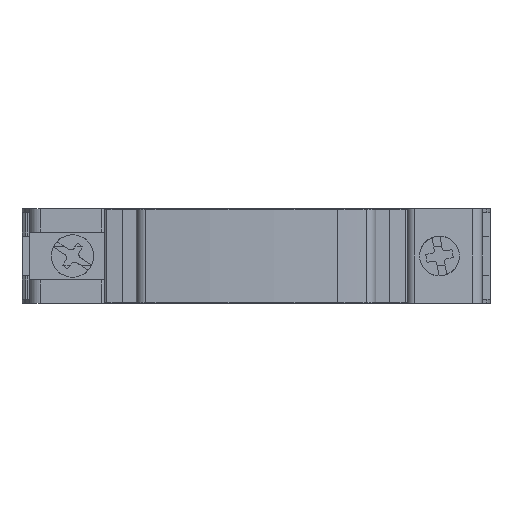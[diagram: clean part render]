
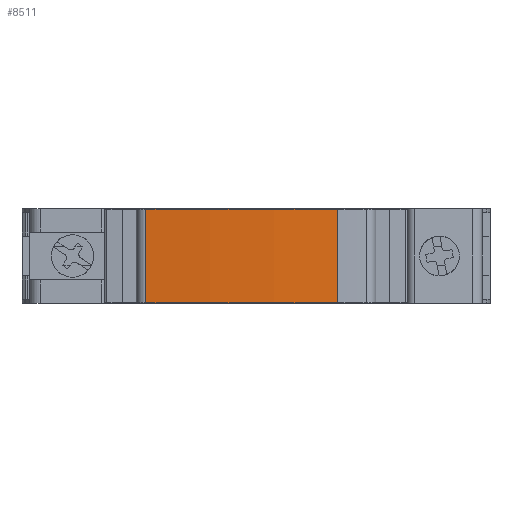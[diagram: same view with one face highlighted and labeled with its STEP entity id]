
A CAD part, left-side view. The second image highlights one B-rep face of the part: STEP entity #8511.
In plain terms, the highlighted cylindrical face has radius 200 mm (diameter 400 mm), a partial arc.
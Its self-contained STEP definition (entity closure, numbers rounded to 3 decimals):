
#1491=CARTESIAN_POINT('',(130.6,0.,-8.8));
#1492=DIRECTION('',(0.,0.,1.));
#1493=DIRECTION('',(-0.995,0.104,0.));
#1494=AXIS2_PLACEMENT_3D('',#1491,#1492,#1493);
#1904=CARTESIAN_POINT('',(130.6,0.,8.8));
#1905=DIRECTION('',(0.,0.,1.));
#1906=DIRECTION('',(-0.995,0.104,0.));
#1907=AXIS2_PLACEMENT_3D('',#1904,#1905,#1906);
#2618=DIRECTION('',(0.,0.,1.));
#2619=VECTOR('',#2618,17.6);
#2620=CARTESIAN_POINT('',(-68.81,-15.348,-8.8));
#2621=LINE('',#2620,#2619);
#2622=DIRECTION('',(0.,0.,1.));
#2623=VECTOR('',#2622,17.6);
#2624=CARTESIAN_POINT('',(-68.325,20.707,-8.8));
#2625=LINE('',#2624,#2623);
#4908=CARTESIAN_POINT('',(-68.325,20.707,-8.8));
#4910=VERTEX_POINT('',#4908);
#4911=CARTESIAN_POINT('',(-68.81,-15.348,-8.8));
#4912=VERTEX_POINT('',#4911);
#4936=CARTESIAN_POINT('',(-68.325,20.707,8.8));
#4938=VERTEX_POINT('',#4936);
#4939=CARTESIAN_POINT('',(-68.81,-15.348,8.8));
#4940=VERTEX_POINT('',#4939);
#8499=CARTESIAN_POINT('',(130.6,0.,-8.8));
#8500=DIRECTION('',(0.,0.,1.));
#8501=DIRECTION('',(1.,0.,0.));
#8502=AXIS2_PLACEMENT_3D('',#8499,#8500,#8501);
#8503=CYLINDRICAL_SURFACE('',#8502,200.);
#8504=ORIENTED_EDGE('',*,*,#7133,.F.);
#8506=ORIENTED_EDGE('',*,*,#8505,.T.);
#8507=ORIENTED_EDGE('',*,*,#7394,.T.);
#8508=ORIENTED_EDGE('',*,*,#8492,.F.);
#8509=EDGE_LOOP('',(#8504,#8506,#8507,#8508));
#8510=FACE_OUTER_BOUND('',#8509,.F.);
#8511=ADVANCED_FACE('',(#8510),#8503,.T.);
#1495=CIRCLE('',#1494,200.);
#1908=CIRCLE('',#1907,200.);
#7133=EDGE_CURVE('',#4910,#4912,#1495,.T.);
#7394=EDGE_CURVE('',#4938,#4940,#1908,.T.);
#8492=EDGE_CURVE('',#4912,#4940,#2621,.T.);
#8505=EDGE_CURVE('',#4910,#4938,#2625,.T.);
